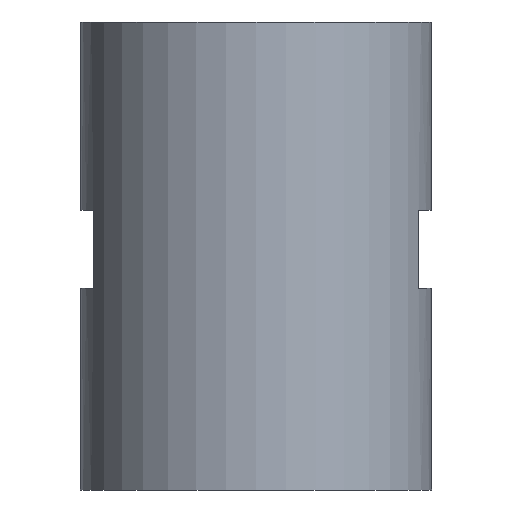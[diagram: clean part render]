
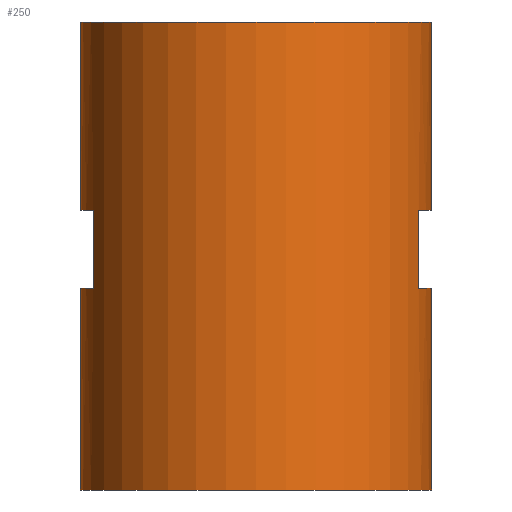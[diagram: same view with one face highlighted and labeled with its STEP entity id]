
A CAD part, front view. The second image highlights one B-rep face of the part: STEP entity #250.
In plain terms, the highlighted cylindrical face has radius 13.5 mm (diameter 27 mm), a partial arc.
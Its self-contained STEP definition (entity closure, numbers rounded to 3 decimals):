
#2 = LINE ( 'NONE', #101, #246 ) ;
#8 = AXIS2_PLACEMENT_3D ( 'NONE', #141, #367, #372 ) ;
#15 = CARTESIAN_POINT ( 'NONE',  ( 13.5, 0., 21.5 ) ) ;
#17 = DIRECTION ( 'NONE',  ( 0., 0., -1. ) ) ;
#19 = AXIS2_PLACEMENT_3D ( 'NONE', #301, #304, #404 ) ;
#20 = CARTESIAN_POINT ( 'NONE',  ( -12.5, -5.099, 15.5 ) ) ;
#23 = CARTESIAN_POINT ( 'NONE',  ( -13.5, 0., 21.5 ) ) ;
#27 = DIRECTION ( 'NONE',  ( 0., 0., -1. ) ) ;
#40 = EDGE_CURVE ( 'NONE', #401, #96, #236, .T. ) ;
#42 = LINE ( 'NONE', #91, #387 ) ;
#50 = ORIENTED_EDGE ( 'NONE', *, *, #300, .F. ) ;
#55 = DIRECTION ( 'NONE',  ( 0., 0., 1. ) ) ;
#59 = DIRECTION ( 'NONE',  ( 1., 0., 0. ) ) ;
#61 = DIRECTION ( 'NONE',  ( 0., 0., 1. ) ) ;
#63 = VERTEX_POINT ( 'NONE', #364 ) ;
#64 = EDGE_LOOP ( 'NONE', ( #50, #325, #255, #159, #165, #376, #75, #221, #395, #225, #400, #186 ) ) ;
#75 = ORIENTED_EDGE ( 'NONE', *, *, #276, .T. ) ;
#78 = CARTESIAN_POINT ( 'NONE',  ( 12.5, -5.099, 36. ) ) ;
#79 = AXIS2_PLACEMENT_3D ( 'NONE', #144, #212, #121 ) ;
#81 = VERTEX_POINT ( 'NONE', #15 ) ;
#82 = VERTEX_POINT ( 'NONE', #266 ) ;
#85 = LINE ( 'NONE', #310, #292 ) ;
#89 = VECTOR ( 'NONE', #17, 1000. ) ;
#91 = CARTESIAN_POINT ( 'NONE',  ( 13.5, 0., 36. ) ) ;
#96 = VERTEX_POINT ( 'NONE', #371 ) ;
#101 = CARTESIAN_POINT ( 'NONE',  ( 13.5, 0., 36. ) ) ;
#108 = EDGE_CURVE ( 'NONE', #96, #63, #214, .T. ) ;
#118 = CARTESIAN_POINT ( 'NONE',  ( -13.5, 0., 0. ) ) ;
#121 = DIRECTION ( 'NONE',  ( 1., 0., 0. ) ) ;
#136 = DIRECTION ( 'NONE',  ( 0., 0., -1. ) ) ;
#137 = VERTEX_POINT ( 'NONE', #176 ) ;
#139 = FACE_OUTER_BOUND ( 'NONE', #64, .T. ) ;
#141 = CARTESIAN_POINT ( 'NONE',  ( 0., 0., 15.5 ) ) ;
#144 = CARTESIAN_POINT ( 'NONE',  ( 0., 0., 21.5 ) ) ;
#149 = DIRECTION ( 'NONE',  ( 0., 0., -1. ) ) ;
#151 = EDGE_CURVE ( 'NONE', #315, #158, #85, .T. ) ;
#158 = VERTEX_POINT ( 'NONE', #308 ) ;
#159 = ORIENTED_EDGE ( 'NONE', *, *, #312, .T. ) ;
#165 = ORIENTED_EDGE ( 'NONE', *, *, #151, .F. ) ;
#176 = CARTESIAN_POINT ( 'NONE',  ( -13.5, 0., 36. ) ) ;
#178 = EDGE_CURVE ( 'NONE', #193, #315, #379, .T. ) ;
#186 = ORIENTED_EDGE ( 'NONE', *, *, #202, .T. ) ;
#188 = LINE ( 'NONE', #238, #89 ) ;
#189 = DIRECTION ( 'NONE',  ( 1., 0., 0. ) ) ;
#193 = VERTEX_POINT ( 'NONE', #208 ) ;
#202 = EDGE_CURVE ( 'NONE', #401, #81, #415, .T. ) ;
#208 = CARTESIAN_POINT ( 'NONE',  ( -13.5, 0., 15.5 ) ) ;
#211 = EDGE_CURVE ( 'NONE', #137, #370, #188, .T. ) ;
#212 = DIRECTION ( 'NONE',  ( 0., 0., 1. ) ) ;
#213 = DIRECTION ( 'NONE',  ( -1., 0., 0. ) ) ;
#214 = CIRCLE ( 'NONE', #8, 13.5 ) ;
#221 = ORIENTED_EDGE ( 'NONE', *, *, #226, .T. ) ;
#225 = ORIENTED_EDGE ( 'NONE', *, *, #108, .F. ) ;
#226 = EDGE_CURVE ( 'NONE', #363, #348, #361, .T. ) ;
#234 = CARTESIAN_POINT ( 'NONE',  ( 0., 0., 15.5 ) ) ;
#236 = LINE ( 'NONE', #78, #398 ) ;
#238 = CARTESIAN_POINT ( 'NONE',  ( -13.5, 0., 36. ) ) ;
#242 = CARTESIAN_POINT ( 'NONE',  ( 0., 0., 0. ) ) ;
#246 = VECTOR ( 'NONE', #286, 1000. ) ;
#250 = ADVANCED_FACE ( 'NONE', ( #139 ), #396, .T. ) ;
#255 = ORIENTED_EDGE ( 'NONE', *, *, #211, .T. ) ;
#263 = CIRCLE ( 'NONE', #79, 13.5 ) ;
#266 = CARTESIAN_POINT ( 'NONE',  ( 13.5, 0., 36. ) ) ;
#270 = DIRECTION ( 'NONE',  ( 1., 0., 0. ) ) ;
#276 = EDGE_CURVE ( 'NONE', #193, #363, #340, .T. ) ;
#286 = DIRECTION ( 'NONE',  ( 0., 0., -1. ) ) ;
#292 = VECTOR ( 'NONE', #409, 1000. ) ;
#300 = EDGE_CURVE ( 'NONE', #82, #81, #42, .T. ) ;
#301 = CARTESIAN_POINT ( 'NONE',  ( 0., 0., 21.5 ) ) ;
#304 = DIRECTION ( 'NONE',  ( 0., 0., 1. ) ) ;
#308 = CARTESIAN_POINT ( 'NONE',  ( -12.5, -5.099, 21.5 ) ) ;
#309 = AXIS2_PLACEMENT_3D ( 'NONE', #336, #149, #213 ) ;
#310 = CARTESIAN_POINT ( 'NONE',  ( -12.5, -5.099, 36. ) ) ;
#312 = EDGE_CURVE ( 'NONE', #370, #158, #263, .T. ) ;
#315 = VERTEX_POINT ( 'NONE', #20 ) ;
#316 = CARTESIAN_POINT ( 'NONE',  ( -13.5, 0., 36. ) ) ;
#322 = CARTESIAN_POINT ( 'NONE',  ( 12.5, -5.099, 21.5 ) ) ;
#325 = ORIENTED_EDGE ( 'NONE', *, *, #397, .F. ) ;
#327 = VECTOR ( 'NONE', #386, 1000. ) ;
#336 = CARTESIAN_POINT ( 'NONE',  ( 0., 0., 36. ) ) ;
#340 = LINE ( 'NONE', #316, #327 ) ;
#348 = VERTEX_POINT ( 'NONE', #380 ) ;
#356 = CARTESIAN_POINT ( 'NONE',  ( 0., 0., 36. ) ) ;
#357 = AXIS2_PLACEMENT_3D ( 'NONE', #242, #61, #59 ) ;
#361 = CIRCLE ( 'NONE', #357, 13.5 ) ;
#362 = AXIS2_PLACEMENT_3D ( 'NONE', #356, #388, #189 ) ;
#363 = VERTEX_POINT ( 'NONE', #118 ) ;
#364 = CARTESIAN_POINT ( 'NONE',  ( 13.5, 0., 15.5 ) ) ;
#367 = DIRECTION ( 'NONE',  ( 0., 0., 1. ) ) ;
#370 = VERTEX_POINT ( 'NONE', #23 ) ;
#371 = CARTESIAN_POINT ( 'NONE',  ( 12.5, -5.099, 15.5 ) ) ;
#372 = DIRECTION ( 'NONE',  ( 1., 0., 0. ) ) ;
#373 = CIRCLE ( 'NONE', #362, 13.5 ) ;
#376 = ORIENTED_EDGE ( 'NONE', *, *, #178, .F. ) ;
#379 = CIRCLE ( 'NONE', #420, 13.5 ) ;
#380 = CARTESIAN_POINT ( 'NONE',  ( 13.5, 0., 0. ) ) ;
#386 = DIRECTION ( 'NONE',  ( 0., 0., -1. ) ) ;
#387 = VECTOR ( 'NONE', #27, 1000. ) ;
#388 = DIRECTION ( 'NONE',  ( 0., 0., 1. ) ) ;
#395 = ORIENTED_EDGE ( 'NONE', *, *, #413, .F. ) ;
#396 = CYLINDRICAL_SURFACE ( 'NONE', #309, 13.5 ) ;
#397 = EDGE_CURVE ( 'NONE', #137, #82, #373, .T. ) ;
#398 = VECTOR ( 'NONE', #136, 1000. ) ;
#400 = ORIENTED_EDGE ( 'NONE', *, *, #40, .F. ) ;
#401 = VERTEX_POINT ( 'NONE', #322 ) ;
#404 = DIRECTION ( 'NONE',  ( 1., 0., 0. ) ) ;
#409 = DIRECTION ( 'NONE',  ( 0., 0., 1. ) ) ;
#413 = EDGE_CURVE ( 'NONE', #63, #348, #2, .T. ) ;
#415 = CIRCLE ( 'NONE', #19, 13.5 ) ;
#420 = AXIS2_PLACEMENT_3D ( 'NONE', #234, #55, #270 ) ;
